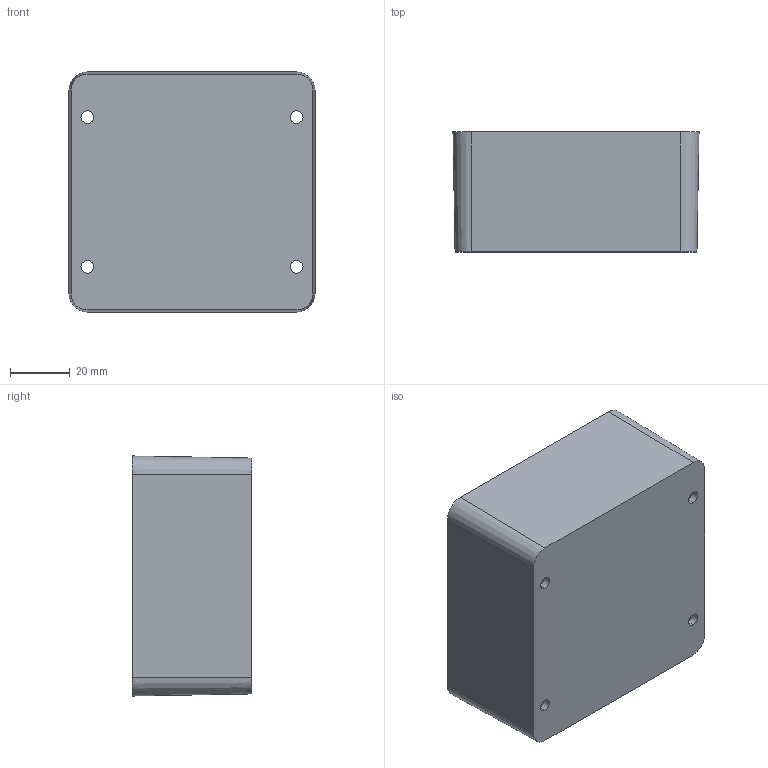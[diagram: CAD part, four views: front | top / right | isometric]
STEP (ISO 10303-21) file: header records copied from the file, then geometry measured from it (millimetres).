
FILE_DESCRIPTION (( 'STEP AP203' ), '1' );
FILE_NAME ('FIBOX_EU080804B.STEP', '2005-08-31T09:51:42', ( ' ' ), ( ' ' ), 'SwSTEP 2.0', 'SolidWorks 2005187', '' );
FILE_SCHEMA (( 'CONFIG_CONTROL_DESIGN' ));
Length unit declared in the file: millimetre
Products named in the file (1): FIBOX_EU080804B
Bounding box: 82.2 x 40 x 80.2 mm (x, y, z)
Volume: 64267.4 mm3; surface area: 41709.5 mm2
Topology: 1 solids, 1 shells, 178 faces, 429 edges, 286 vertices
Faces by surface type: plane 94, cylinder 68, cone 16
Entity records: 5334 total; most frequent: DIRECTION 955, CARTESIAN_POINT 894, ORIENTED_EDGE 858, EDGE_CURVE 429, AXIS2_PLACEMENT_3D 347, VERTEX_POINT 286, VECTOR 261, LINE 261
